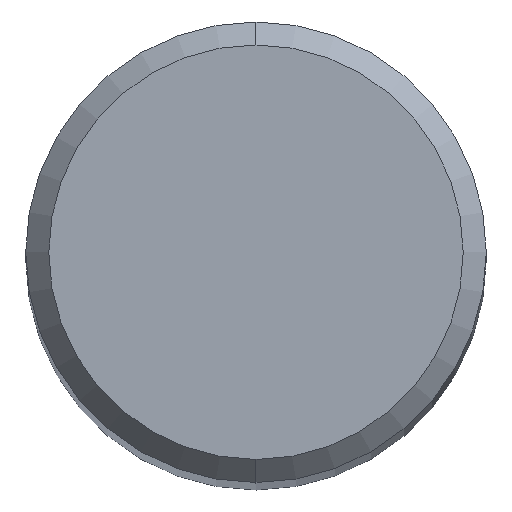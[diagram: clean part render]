
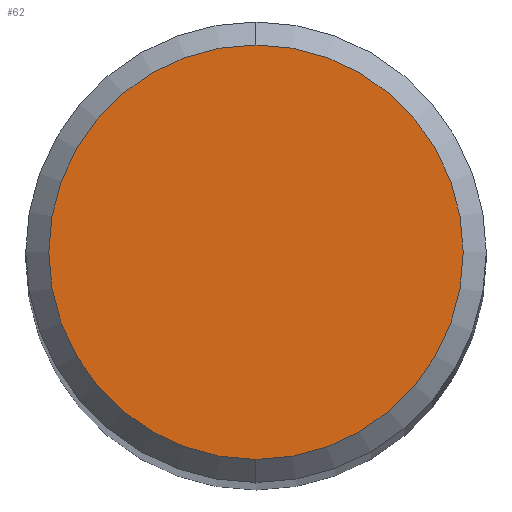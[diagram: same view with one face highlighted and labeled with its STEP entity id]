
A CAD part, top view. The second image highlights one B-rep face of the part: STEP entity #62.
In plain terms, the highlighted planar face has unit normal (0, 0, 1).
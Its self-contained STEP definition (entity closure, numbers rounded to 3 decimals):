
#62=ADVANCED_FACE('',(#135),#136,.T.);
#135=FACE_OUTER_BOUND('',#218,.T.);
#136=PLANE('',#219);
#218=EDGE_LOOP('',(#310,#311));
#219=AXIS2_PLACEMENT_3D('',#312,#313,#314);
#310=ORIENTED_EDGE('',*,*,#438,.F.);
#311=ORIENTED_EDGE('',*,*,#441,.F.);
#312=CARTESIAN_POINT('',(0.,0.675,28.0));
#313=DIRECTION('',(0.,0.0,1.0));
#314=DIRECTION('',(0.0,-1.0,0.0));
#438=EDGE_CURVE('',#511,#513,#514,.T.);
#441=EDGE_CURVE('',#513,#511,#517,.T.);
#511=VERTEX_POINT('',#587);
#513=VERTEX_POINT('',#590);
#514=CIRCLE('',#591,1.35);
#517=CIRCLE('',#595,1.35);
#587=CARTESIAN_POINT('',(0.,1.35,28.0));
#590=CARTESIAN_POINT('',(0.,-1.35,28.0));
#591=AXIS2_PLACEMENT_3D('',#653,#654,#655);
#595=AXIS2_PLACEMENT_3D('',#657,#658,#659);
#653=CARTESIAN_POINT('',(0.,0.0,28.0));
#654=DIRECTION('',(0.,0.0,-1.0));
#655=DIRECTION('',(0.0,1.0,0.0));
#657=CARTESIAN_POINT('',(0.,0.0,28.0));
#658=DIRECTION('',(0.,0.0,-1.0));
#659=DIRECTION('',(0.0,1.0,0.0));
